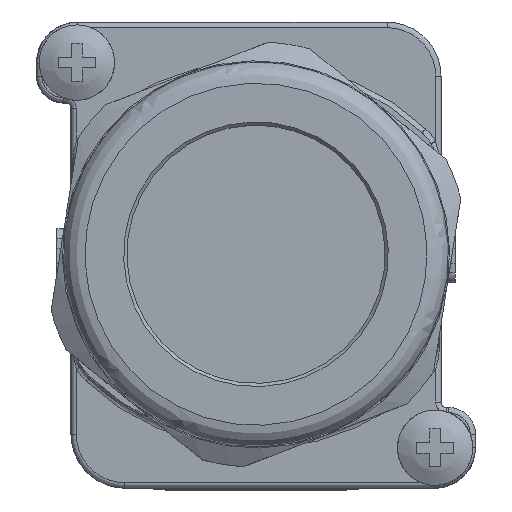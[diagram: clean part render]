
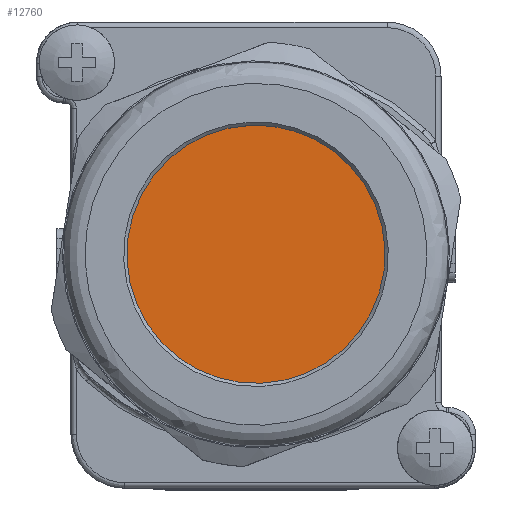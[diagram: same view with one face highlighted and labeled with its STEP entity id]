
A CAD part, top view. The second image highlights one B-rep face of the part: STEP entity #12760.
In plain terms, the highlighted planar face has unit normal (0, 0, 1).
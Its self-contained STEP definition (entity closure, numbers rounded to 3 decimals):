
#11373=CIRCLE('',#39431,12.);
#12760=ADVANCED_FACE('',(#15237),#14442,.F.);
#14442=PLANE('',#39432);
#15237=FACE_OUTER_BOUND('',#16814,.T.);
#16814=EDGE_LOOP('',(#19324));
#19324=ORIENTED_EDGE('',*,*,#30702,.F.);
#27946=VERTEX_POINT('',#50218);
#30702=EDGE_CURVE('',#27946,#27946,#11373,.T.);
#39431=AXIS2_PLACEMENT_3D('',#50217,#42299,#42300);
#39432=AXIS2_PLACEMENT_3D('',#50219,#42301,#42302);
#42299=DIRECTION('',(0.,0.,-1.));
#42300=DIRECTION('',(0.991,-0.13,0.));
#42301=DIRECTION('',(0.,0.,-1.));
#42302=DIRECTION('',(0.,1.,0.));
#50217=CARTESIAN_POINT('',(105.212,-88.477,107.151));
#50218=CARTESIAN_POINT('',(117.11,-90.039,107.151));
#50219=CARTESIAN_POINT('',(105.212,-88.477,107.151));
